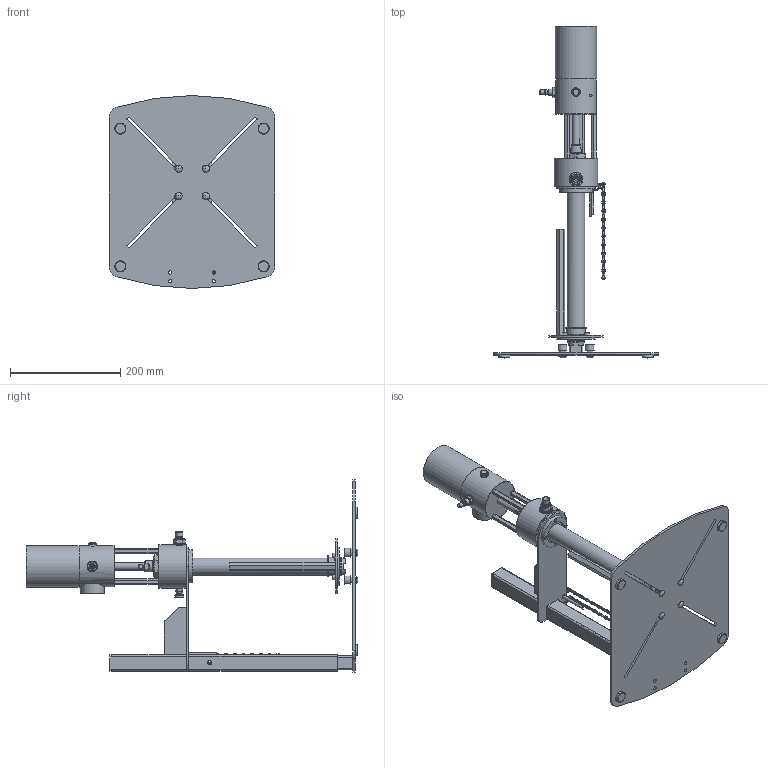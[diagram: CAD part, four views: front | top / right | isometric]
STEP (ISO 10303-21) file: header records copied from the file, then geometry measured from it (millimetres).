
FILE_DESCRIPTION(/* description */ ('Unknown','CAx-IF Rec.Pracs.---Representation and Presentation of Product Manufacturing Information (PMI)---4.0---2014-10-13','CAx-IF Rec.Pracs.---3D Tessellated Geometry---0.4---2014-09-14','2;1'),/* implementation_level */ '2;1');
FILE_NAME(/* name */ '504101_Mini-Pumpe',/* time_stamp */ '2022-02-16T09:44:52+01:00',/* author */ ('Unknown'),/* organization */ ('Unknown'),/* preprocessor_version */ 'ST-DEVELOPER v16.7',/* originating_system */ 'Solid Edge',/* authorisation */ 'Unknown');
FILE_SCHEMA (('AP242_MANAGED_MODEL_BASED_3D_ENGINEERING_MIM_LF { 1 0 10303 442 1 1 4 }'));
Products named in the file (1): 504101_Mini-Pumpe
Bounding box: 300 x 602 x 350 mm (x, y, z)
Volume: 1497218.4 mm3; surface area: 655464 mm2
Topology: 36 solids, 48 shells, 1773 faces, 4442 edges, 2873 vertices
Faces by surface type: plane 945, cylinder 545, cone 215, torus 44, bspline 18, sphere 6
Full cylindrical faces by diameter (mm): 0.2 x1, 2 x8, 2.5 x4, 3.3 x2, 3.4 x5, 3.5 x1, 4 x4, 4.2 x4, 4.5 x1, 5 x14, 5.2 x4, 5.5 x3, 6 x5, 6.1 x2, 6.2 x1, 6.5 x1, 7 x18, 7.5 x1, 7.7 x1, 7.9 x1, 8 x6, 8.5 x5, 8.566 x1, 9 x1, 9.4 x2, 10 x6, 11 x7, 11.445 x2, 12 x6, 13 x5
Entity records: 60100 total; most frequent: CARTESIAN_POINT 14341, DIRECTION 8637, ORIENTED_EDGE 7830, EDGE_CURVE 3921, AXIS2_PLACEMENT_3D 3300, VERTEX_POINT 2693, FACE_BOUND 2420, EDGE_LOOP 2409
